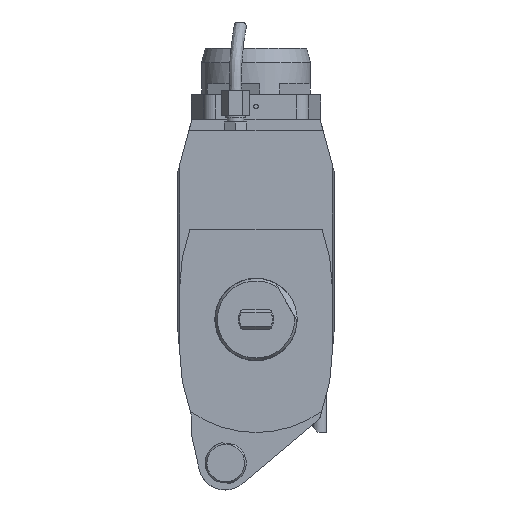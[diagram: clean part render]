
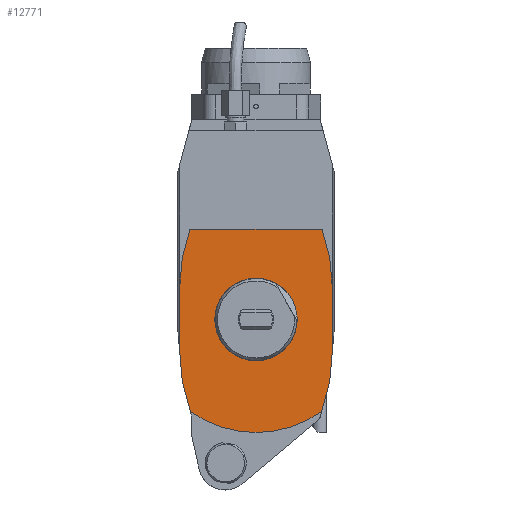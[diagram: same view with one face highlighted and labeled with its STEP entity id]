
A CAD part, front view. The second image highlights one B-rep face of the part: STEP entity #12771.
In plain terms, the highlighted planar face has unit normal (0, -1, 0).
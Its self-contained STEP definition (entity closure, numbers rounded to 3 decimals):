
#85 = EDGE_CURVE ( 'NONE', #14464, #19030, #15999, .T. ) ;
#117 = LINE ( 'NONE', #22150, #1157 ) ;
#1157 = VECTOR ( 'NONE', #26600, 1000. ) ;
#1188 = EDGE_CURVE ( 'NONE', #5157, #12327, #23680, .T. ) ;
#1436 = DIRECTION ( 'NONE',  ( 0.259, 0., 0.966 ) ) ;
#1475 = VECTOR ( 'NONE', #28434, 1000. ) ;
#1492 = DIRECTION ( 'NONE',  ( 0., 0., 1. ) ) ;
#1501 = EDGE_CURVE ( 'NONE', #17356, #16547, #27611, .T. ) ;
#1633 = CARTESIAN_POINT ( 'NONE',  ( 0., -100., -50. ) ) ;
#1776 = DIRECTION ( 'NONE',  ( 0., 0., 1. ) ) ;
#2059 = FACE_BOUND ( 'NONE', #19183, .T. ) ;
#2079 = LINE ( 'NONE', #10888, #1475 ) ;
#2184 = ORIENTED_EDGE ( 'NONE', *, *, #1188, .F. ) ;
#2291 = CARTESIAN_POINT ( 'NONE',  ( 41.003, -100., -39.013 ) ) ;
#3307 = LINE ( 'NONE', #27361, #15833 ) ;
#3321 = LINE ( 'NONE', #22816, #8982 ) ;
#3750 = DIRECTION ( 'NONE',  ( 0., 1., 0. ) ) ;
#4067 = DIRECTION ( 'NONE',  ( 0., 1., 0. ) ) ;
#4188 = ORIENTED_EDGE ( 'NONE', *, *, #17567, .T. ) ;
#5157 = VERTEX_POINT ( 'NONE', #12912 ) ;
#5424 = CARTESIAN_POINT ( 'NONE',  ( -35.867, -100., -19.845 ) ) ;
#5429 = CARTESIAN_POINT ( 'NONE',  ( 0., -100., -6. ) ) ;
#5494 = VERTEX_POINT ( 'NONE', #27649 ) ;
#5623 = VECTOR ( 'NONE', #20314, 1000. ) ;
#5725 = AXIS2_PLACEMENT_3D ( 'NONE', #23415, #21246, #1492 ) ;
#5860 = VECTOR ( 'NONE', #6116, 1000. ) ;
#5948 = LINE ( 'NONE', #8784, #9864 ) ;
#5973 = CARTESIAN_POINT ( 'NONE',  ( 37., -100., -50. ) ) ;
#6085 = VECTOR ( 'NONE', #16520, 1000. ) ;
#6116 = DIRECTION ( 'NONE',  ( 0., 0., -1. ) ) ;
#6126 = PLANE ( 'NONE',  #5725 ) ;
#6345 = VECTOR ( 'NONE', #12223, 1000. ) ;
#7238 = VERTEX_POINT ( 'NONE', #12034 ) ;
#8259 = DIRECTION ( 'NONE',  ( -0.259, 0., 0.966 ) ) ;
#8784 = CARTESIAN_POINT ( 'NONE',  ( -41.003, -100., -60.987 ) ) ;
#8902 = EDGE_CURVE ( 'NONE', #26112, #17356, #117, .T. ) ;
#8982 = VECTOR ( 'NONE', #14157, 1000. ) ;
#9088 = EDGE_CURVE ( 'NONE', #26112, #14464, #14346, .T. ) ;
#9255 = CIRCLE ( 'NONE', #14802, 20.059 ) ;
#9651 = CARTESIAN_POINT ( 'NONE',  ( -31.952, -100., -94.767 ) ) ;
#9706 = ORIENTED_EDGE ( 'NONE', *, *, #8902, .T. ) ;
#9840 = DIRECTION ( 'NONE',  ( 0., 0., 1. ) ) ;
#9864 = VECTOR ( 'NONE', #8259, 1000. ) ;
#10139 = ORIENTED_EDGE ( 'NONE', *, *, #85, .F. ) ;
#10888 = CARTESIAN_POINT ( 'NONE',  ( -38.213, -100., -53.343 ) ) ;
#11443 = EDGE_LOOP ( 'NONE', ( #26393, #27853, #23299, #4188, #19008, #2184, #12456, #10139, #19611, #9706, #13218, #14524 ) ) ;
#12034 = CARTESIAN_POINT ( 'NONE',  ( -35.867, -100., -80.155 ) ) ;
#12223 = DIRECTION ( 'NONE',  ( -0.087, 0., -0.996 ) ) ;
#12327 = VERTEX_POINT ( 'NONE', #12329 ) ;
#12329 = CARTESIAN_POINT ( 'NONE',  ( 37., -100., -67.21 ) ) ;
#12456 = ORIENTED_EDGE ( 'NONE', *, *, #17380, .F. ) ;
#12771 = ADVANCED_FACE ( 'Defeature completata2_272', ( #2059, #25993 ), #6126, .F. ) ;
#12912 = CARTESIAN_POINT ( 'NONE',  ( 37., -100., -32.79 ) ) ;
#13218 = ORIENTED_EDGE ( 'NONE', *, *, #1501, .T. ) ;
#14026 = VERTEX_POINT ( 'NONE', #9651 ) ;
#14157 = DIRECTION ( 'NONE',  ( 0.087, 0., 0.996 ) ) ;
#14229 = CARTESIAN_POINT ( 'NONE',  ( -37., -100., -32.79 ) ) ;
#14346 = LINE ( 'NONE', #5429, #24624 ) ;
#14361 = AXIS2_PLACEMENT_3D ( 'NONE', #1633, #4067, #1776 ) ;
#14464 = VERTEX_POINT ( 'NONE', #16063 ) ;
#14524 = ORIENTED_EDGE ( 'NONE', *, *, #15807, .T. ) ;
#14802 = AXIS2_PLACEMENT_3D ( 'NONE', #19203, #3750, #9840 ) ;
#15504 = VERTEX_POINT ( 'NONE', #24780 ) ;
#15807 = EDGE_CURVE ( 'NONE', #16547, #5494, #26728, .T. ) ;
#15833 = VECTOR ( 'NONE', #1436, 1000. ) ;
#15947 = DIRECTION ( 'NONE',  ( 1., 0., 0. ) ) ;
#15999 = LINE ( 'NONE', #2291, #5623 ) ;
#16063 = CARTESIAN_POINT ( 'NONE',  ( 32.158, -100., -6. ) ) ;
#16210 = EDGE_CURVE ( 'NONE', #22948, #14026, #26765, .T. ) ;
#16520 = DIRECTION ( 'NONE',  ( 0., 0., -1. ) ) ;
#16547 = VERTEX_POINT ( 'NONE', #14229 ) ;
#16794 = CARTESIAN_POINT ( 'NONE',  ( 31.952, -100., -94.767 ) ) ;
#16918 = ORIENTED_EDGE ( 'NONE', *, *, #21382, .T. ) ;
#16992 = CARTESIAN_POINT ( 'NONE',  ( -38.213, -100., -46.657 ) ) ;
#17356 = VERTEX_POINT ( 'NONE', #5424 ) ;
#17380 = EDGE_CURVE ( 'NONE', #19030, #5157, #18392, .T. ) ;
#17567 = EDGE_CURVE ( 'NONE', #22948, #15504, #3307, .T. ) ;
#18025 = EDGE_CURVE ( 'NONE', #15504, #12327, #3321, .T. ) ;
#18392 = LINE ( 'NONE', #20699, #24036 ) ;
#19008 = ORIENTED_EDGE ( 'NONE', *, *, #18025, .T. ) ;
#19030 = VERTEX_POINT ( 'NONE', #20661 ) ;
#19183 = EDGE_LOOP ( 'NONE', ( #16918 ) ) ;
#19203 = CARTESIAN_POINT ( 'NONE',  ( 0., -100., -50. ) ) ;
#19611 = ORIENTED_EDGE ( 'NONE', *, *, #9088, .F. ) ;
#20314 = DIRECTION ( 'NONE',  ( 0.259, 0., -0.966 ) ) ;
#20661 = CARTESIAN_POINT ( 'NONE',  ( 35.867, -100., -19.845 ) ) ;
#20699 = CARTESIAN_POINT ( 'NONE',  ( 38.213, -100., -46.657 ) ) ;
#20706 = CARTESIAN_POINT ( 'NONE',  ( -37., -100., -50. ) ) ;
#21246 = DIRECTION ( 'NONE',  ( 0., 1., 0. ) ) ;
#21382 = EDGE_CURVE ( 'NONE', #22810, #22810, #9255, .T. ) ;
#21974 = CARTESIAN_POINT ( 'NONE',  ( -32.158, -100., -6. ) ) ;
#22150 = CARTESIAN_POINT ( 'NONE',  ( -41.003, -100., -39.013 ) ) ;
#22810 = VERTEX_POINT ( 'NONE', #23376 ) ;
#22816 = CARTESIAN_POINT ( 'NONE',  ( 38.213, -100., -53.343 ) ) ;
#22948 = VERTEX_POINT ( 'NONE', #16794 ) ;
#23299 = ORIENTED_EDGE ( 'NONE', *, *, #16210, .F. ) ;
#23376 = CARTESIAN_POINT ( 'NONE',  ( 0., -100., -29.941 ) ) ;
#23415 = CARTESIAN_POINT ( 'NONE',  ( 0., -100., -71.2 ) ) ;
#23680 = LINE ( 'NONE', #5973, #5860 ) ;
#23990 = EDGE_CURVE ( 'NONE', #7238, #5494, #2079, .T. ) ;
#24036 = VECTOR ( 'NONE', #27285, 1000. ) ;
#24624 = VECTOR ( 'NONE', #15947, 1000. ) ;
#24780 = CARTESIAN_POINT ( 'NONE',  ( 35.867, -100., -80.155 ) ) ;
#25308 = EDGE_CURVE ( 'NONE', #14026, #7238, #5948, .T. ) ;
#25993 = FACE_OUTER_BOUND ( 'NONE', #11443, .T. ) ;
#26112 = VERTEX_POINT ( 'NONE', #21974 ) ;
#26393 = ORIENTED_EDGE ( 'NONE', *, *, #23990, .F. ) ;
#26600 = DIRECTION ( 'NONE',  ( -0.259, 0., -0.966 ) ) ;
#26728 = LINE ( 'NONE', #20706, #6085 ) ;
#26765 = CIRCLE ( 'NONE', #14361, 55. ) ;
#27285 = DIRECTION ( 'NONE',  ( 0.087, 0., -0.996 ) ) ;
#27361 = CARTESIAN_POINT ( 'NONE',  ( 41.003, -100., -60.987 ) ) ;
#27611 = LINE ( 'NONE', #16992, #6345 ) ;
#27649 = CARTESIAN_POINT ( 'NONE',  ( -37., -100., -67.21 ) ) ;
#27853 = ORIENTED_EDGE ( 'NONE', *, *, #25308, .F. ) ;
#28434 = DIRECTION ( 'NONE',  ( -0.087, 0., 0.996 ) ) ;
